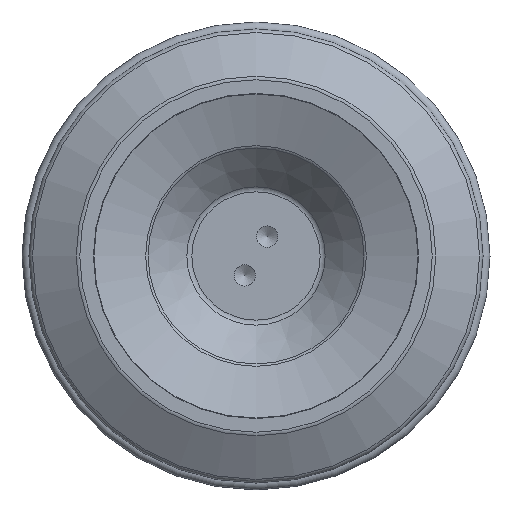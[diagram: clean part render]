
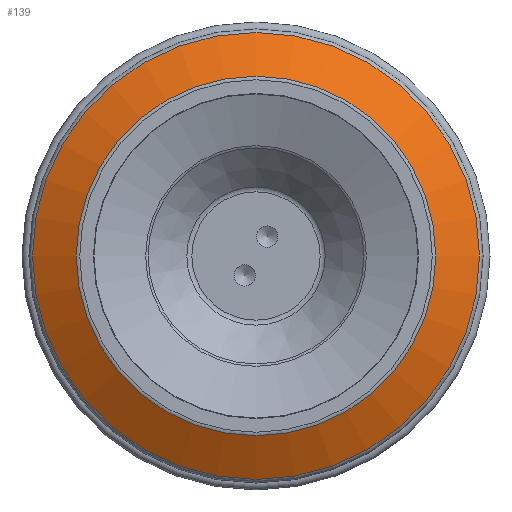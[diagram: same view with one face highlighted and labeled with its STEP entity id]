
A CAD part, left-side view. The second image highlights one B-rep face of the part: STEP entity #139.
In plain terms, the highlighted conical face has half-angle 60.255 degrees and reference radius 127.156 mm.
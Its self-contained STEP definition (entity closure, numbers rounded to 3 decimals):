
#139=ADVANCED_FACE('',(#340,#341),#342,.T.);
#340=FACE_BOUND('',#634,.T.);
#341=FACE_BOUND('',#635,.T.);
#342=CONICAL_SURFACE('',#636,127.156,1.052);
#634=EDGE_LOOP('',(#988,#989));
#635=EDGE_LOOP('',(#990,#991));
#636=AXIS2_PLACEMENT_3D('',#992,#993,#994);
#988=ORIENTED_EDGE('',*,*,#1375,.F.);
#989=ORIENTED_EDGE('',*,*,#1376,.T.);
#990=ORIENTED_EDGE('',*,*,#1442,.T.);
#991=ORIENTED_EDGE('',*,*,#1443,.T.);
#992=CARTESIAN_POINT('',(-0.197,0.,0.));
#993=DIRECTION('',(1.0,0.,0.));
#994=DIRECTION('',(0.,0.152,0.988));
#1375=EDGE_CURVE('',#1572,#1573,#1574,.T.);
#1376=EDGE_CURVE('',#1572,#1573,#1575,.T.);
#1442=EDGE_CURVE('',#1685,#1686,#1687,.T.);
#1443=EDGE_CURVE('',#1686,#1685,#1688,.T.);
#1572=VERTEX_POINT('',#1866);
#1573=VERTEX_POINT('',#1867);
#1574=CIRCLE('',#1868,128.653);
#1575=CIRCLE('',#1869,128.653);
#1685=VERTEX_POINT('',#2025);
#1686=VERTEX_POINT('',#2026);
#1687=CIRCLE('',#2027,159.981);
#1688=CIRCLE('',#2028,159.981);
#1866=CARTESIAN_POINT('',(0.659,0.0,-128.653));
#1867=CARTESIAN_POINT('',(0.659,0.,128.653));
#1868=AXIS2_PLACEMENT_3D('',#2213,#2214,#2215);
#1869=AXIS2_PLACEMENT_3D('',#2216,#2217,#2218);
#2025=CARTESIAN_POINT('',(18.56,0.0,159.981));
#2026=CARTESIAN_POINT('',(18.56,0.,-159.981));
#2027=AXIS2_PLACEMENT_3D('',#2338,#2339,#2340);
#2028=AXIS2_PLACEMENT_3D('',#2341,#2342,#2343);
#2213=CARTESIAN_POINT('',(0.659,0.0,0.));
#2214=DIRECTION('',(-1.0,0.,0.));
#2215=DIRECTION('',(0.,0.,-1.0));
#2216=CARTESIAN_POINT('',(0.659,0.,0.));
#2217=DIRECTION('',(1.0,0.0,0.0));
#2218=DIRECTION('',(0.0,0.,-1.0));
#2338=CARTESIAN_POINT('',(18.56,0.,0.0));
#2339=DIRECTION('',(-1.0,0.0,0.0));
#2340=DIRECTION('',(0.0,0.,1.0));
#2341=CARTESIAN_POINT('',(18.56,0.0,0.));
#2342=DIRECTION('',(-1.0,0.0,0.0));
#2343=DIRECTION('',(0.0,0.,-1.0));
